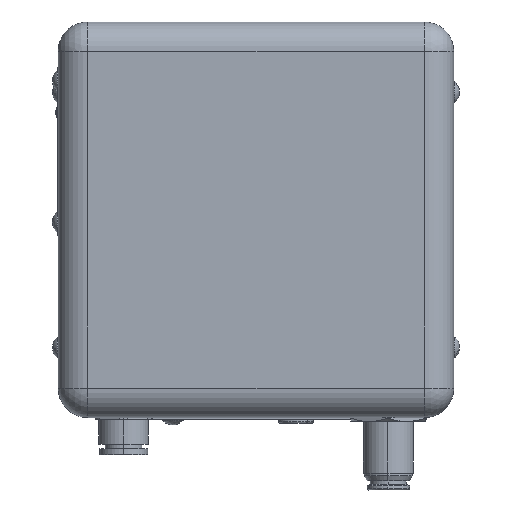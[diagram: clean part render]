
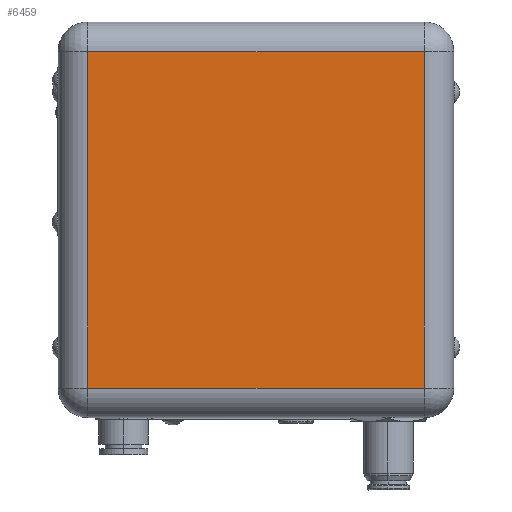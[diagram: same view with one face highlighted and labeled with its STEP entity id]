
A CAD part, front view. The second image highlights one B-rep face of the part: STEP entity #6459.
In plain terms, the highlighted planar face has unit normal (0, -1, 0).
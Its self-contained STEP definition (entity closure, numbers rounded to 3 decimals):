
#247 = CARTESIAN_POINT ( 'NONE',  ( -54.026, -68.625, 54.026 ) ) ;
#651 = VERTEX_POINT ( 'NONE', #11950 ) ;
#1198 = VECTOR ( 'NONE', #16655, 1000. ) ;
#2203 = CARTESIAN_POINT ( 'NONE',  ( -54.026, -68.625, -54.026 ) ) ;
#2971 = PLANE ( 'NONE',  #14672 ) ;
#3038 = LINE ( 'NONE', #13138, #20202 ) ;
#3101 = VECTOR ( 'NONE', #7458, 1000. ) ;
#3365 = DIRECTION ( 'NONE',  ( -1., 0., 0. ) ) ;
#3370 = CARTESIAN_POINT ( 'NONE',  ( -63.5, -68.625, -54.026 ) ) ;
#3466 = CARTESIAN_POINT ( 'NONE',  ( -63.5, -68.625, 54.026 ) ) ;
#4267 = VERTEX_POINT ( 'NONE', #2203 ) ;
#4810 = ORIENTED_EDGE ( 'NONE', *, *, #10613, .T. ) ;
#4911 = LINE ( 'NONE', #16589, #3101 ) ;
#5073 = ORIENTED_EDGE ( 'NONE', *, *, #10522, .T. ) ;
#6383 = DIRECTION ( 'NONE',  ( 0., 0., 1. ) ) ;
#6459 = ADVANCED_FACE ( 'NONE', ( #12740 ), #2971, .T. ) ;
#7458 = DIRECTION ( 'NONE',  ( 0., 0., -1. ) ) ;
#10012 = LINE ( 'NONE', #3370, #1198 ) ;
#10522 = EDGE_CURVE ( 'NONE', #651, #10724, #3038, .T. ) ;
#10613 = EDGE_CURVE ( 'NONE', #10724, #13877, #13246, .T. ) ;
#10724 = VERTEX_POINT ( 'NONE', #15310 ) ;
#11502 = EDGE_CURVE ( 'NONE', #4267, #651, #10012, .T. ) ;
#11950 = CARTESIAN_POINT ( 'NONE',  ( 54.026, -68.625, -54.026 ) ) ;
#12131 = DIRECTION ( 'NONE',  ( 0., 0., -1. ) ) ;
#12633 = DIRECTION ( 'NONE',  ( 0., -1., 0. ) ) ;
#12686 = EDGE_LOOP ( 'NONE', ( #20146, #5073, #4810, #15083 ) ) ;
#12740 = FACE_OUTER_BOUND ( 'NONE', #12686, .T. ) ;
#13138 = CARTESIAN_POINT ( 'NONE',  ( 54.026, -68.625, 63.5 ) ) ;
#13246 = LINE ( 'NONE', #3466, #18162 ) ;
#13877 = VERTEX_POINT ( 'NONE', #247 ) ;
#14672 = AXIS2_PLACEMENT_3D ( 'NONE', #15919, #12633, #12131 ) ;
#15083 = ORIENTED_EDGE ( 'NONE', *, *, #17957, .T. ) ;
#15310 = CARTESIAN_POINT ( 'NONE',  ( 54.026, -68.625, 54.026 ) ) ;
#15919 = CARTESIAN_POINT ( 'NONE',  ( -63.5, -68.625, 63.5 ) ) ;
#16589 = CARTESIAN_POINT ( 'NONE',  ( -54.026, -68.625, 63.5 ) ) ;
#16655 = DIRECTION ( 'NONE',  ( 1., 0., 0. ) ) ;
#17957 = EDGE_CURVE ( 'NONE', #13877, #4267, #4911, .T. ) ;
#18162 = VECTOR ( 'NONE', #3365, 1000. ) ;
#20146 = ORIENTED_EDGE ( 'NONE', *, *, #11502, .T. ) ;
#20202 = VECTOR ( 'NONE', #6383, 1000. ) ;
